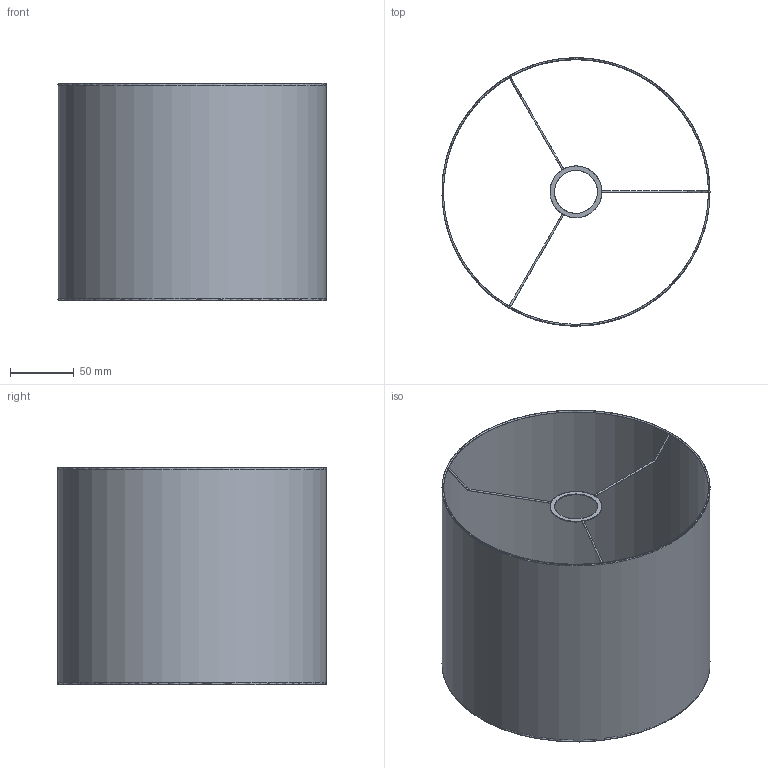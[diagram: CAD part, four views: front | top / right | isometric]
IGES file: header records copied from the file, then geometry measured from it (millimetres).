
Global section: file name:Innermost_Kobe_SMALL.igs; native system: Rhinoceros ( Dec 15 2008 ); preprocessor: Trout Lake IGES 012 Dec 15 2008; date: 110616.095858; units: millimetre
Bounding box: 209.92 x 209.98 x 170 mm (x, y, z)
Surface area: 120304.3 mm2 (no closed solid volume)
Topology: 0 solids, 0 shells, 19 faces, 325 edges, 315 vertices
Faces by surface type: bspline 19
